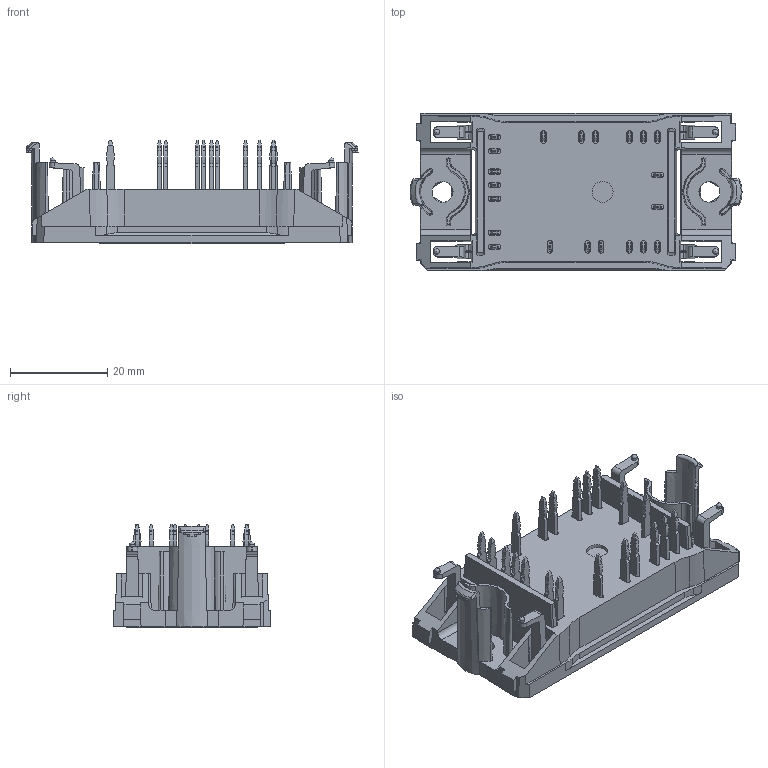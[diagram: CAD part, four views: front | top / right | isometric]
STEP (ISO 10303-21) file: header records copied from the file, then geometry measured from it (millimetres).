
FILE_DESCRIPTION(/* description */ ('Unknown'),/* implementation_level */ '2;1');
FILE_NAME(/* name */ 'Flow0-2C17Y-P960(210)-01-OL',/* time_stamp */ '2018-04-18T09:10:50+02:00',/* author */ ('Unknown'),/* organization */ ('Unknown'),/* preprocessor_version */ 'ST-DEVELOPER v16.7',/* originating_system */ 'DEX',/* authorisation */ $);
FILE_SCHEMA (('AUTOMOTIVE_DESIGN {1 0 10303 214 3 1 1}'));
Length unit declared in the file: millimetre
Products named in the file (1): Flow0-2C17Y-P960-01-OL
Bounding box: 68.4 x 32.5 x 21.23 mm (x, y, z)
Volume: 17636.5 mm3; surface area: 11170.5 mm2
Topology: 1 solids, 1 shells, 889 faces, 2485 edges, 1634 vertices
Faces by surface type: plane 590, cylinder 253, cone 34, sphere 4, bspline 4, torus 4
Full cylindrical faces by diameter (mm): 1.1 x4, 4.3 x1
Entity records: 34719 total; most frequent: CARTESIAN_POINT 5188, ORIENTED_EDGE 4928, DIRECTION 4808, EDGE_CURVE 2464, LINE 1796, VECTOR 1796, VERTEX_POINT 1626, AXIS2_PLACEMENT_3D 1506
